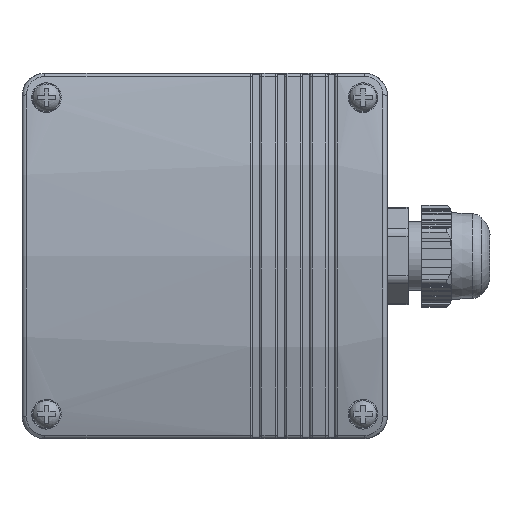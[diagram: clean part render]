
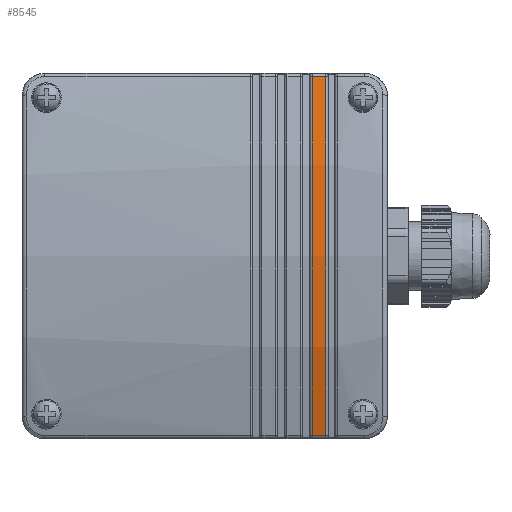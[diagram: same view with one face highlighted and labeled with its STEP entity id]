
A CAD part, top view. The second image highlights one B-rep face of the part: STEP entity #8545.
In plain terms, the highlighted cylindrical face has radius 135 mm (diameter 270 mm), a partial arc.
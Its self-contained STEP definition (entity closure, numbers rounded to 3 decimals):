
#8545=ADVANCED_FACE('',(#23704),#23706,.T.);
#23704=FACE_BOUND('',#23705,.T.);
#23705=EDGE_LOOP('',(#44889,#44890,#44891,#44892));
#23706=CYLINDRICAL_SURFACE('',#23707,135.);
#23707=AXIS2_PLACEMENT_3D('',#23708,#23709,#23710);
#23708=CARTESIAN_POINT('',(-39.998,-0.002,-120.));
#23709=DIRECTION('',(1.,0.,0.));
#23710=DIRECTION('',(0.,1.,0.));
#44889=ORIENTED_EDGE('',*,*,#49448,.T.);
#44890=ORIENTED_EDGE('',*,*,#49707,.T.);
#44891=ORIENTED_EDGE('',*,*,#49418,.T.);
#44892=ORIENTED_EDGE('',*,*,#49708,.T.);
#49418=EDGE_CURVE('',#54627,#54628,#54629,.T.);
#49448=EDGE_CURVE('',#54675,#54673,#54676,.T.);
#49707=EDGE_CURVE('',#54673,#54627,#55075,.T.);
#49708=EDGE_CURVE('',#54628,#54675,#55076,.T.);
#54627=VERTEX_POINT('',#73333);
#54628=VERTEX_POINT('',#73334);
#54629=LINE('',#73335,#73336);
#54673=VERTEX_POINT('',#73550);
#54675=VERTEX_POINT('',#73555);
#54676=LINE('',#73556,#73557);
#55075=CIRCLE('',#75875,135.);
#55076=CIRCLE('',#75879,135.);
#73333=CARTESIAN_POINT('',(26.502,39.29,9.156));
#73334=CARTESIAN_POINT('',(23.502,39.29,9.156));
#73335=CARTESIAN_POINT('',(26.502,39.29,9.156));
#73336=VECTOR('',#73337,1.);
#73337=DIRECTION('',(-1.,0.,0.));
#73550=CARTESIAN_POINT('',(26.502,-39.293,9.156));
#73555=CARTESIAN_POINT('',(23.502,-39.293,9.156));
#73556=CARTESIAN_POINT('',(23.502,-39.293,9.156));
#73557=VECTOR('',#73558,1.);
#73558=DIRECTION('',(1.,0.,0.));
#75875=AXIS2_PLACEMENT_3D('',#75876,#75877,#75878);
#75876=CARTESIAN_POINT('',(26.502,-0.002,-120.));
#75877=DIRECTION('',(-1.,0.,0.));
#75878=DIRECTION('',(0.,-0.291,0.957));
#75879=AXIS2_PLACEMENT_3D('',#75880,#75881,#75882);
#75880=CARTESIAN_POINT('',(23.502,-0.002,-120.));
#75881=DIRECTION('',(1.,0.,0.));
#75882=DIRECTION('',(0.,0.291,0.957));
